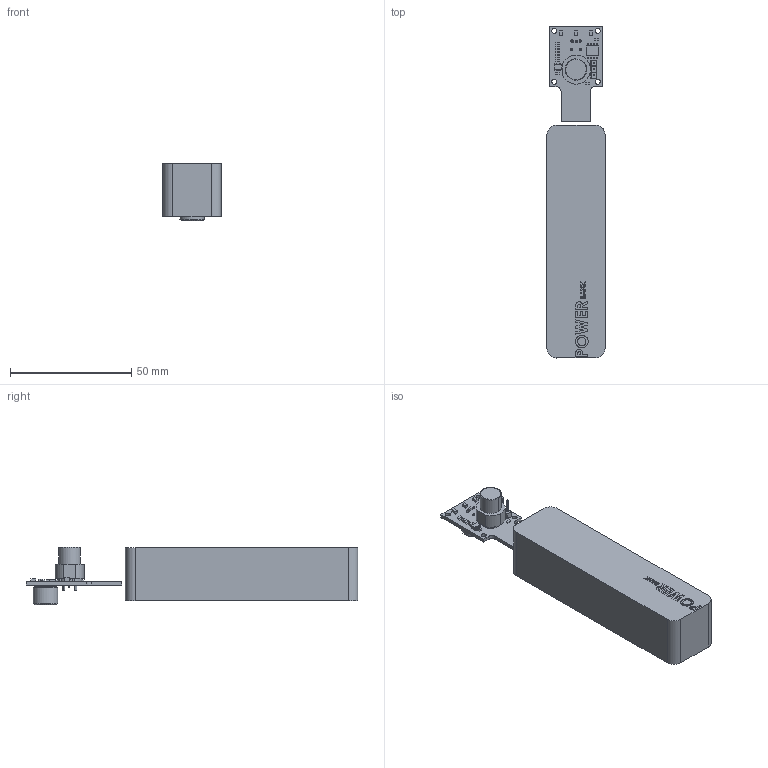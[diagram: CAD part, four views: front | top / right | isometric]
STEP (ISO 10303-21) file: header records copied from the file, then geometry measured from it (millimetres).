
FILE_DESCRIPTION(('Open CASCADE Model'),'2;1');
FILE_NAME('Open CASCADE Shape Model','2020-03-21T08:58:39',('Author'),( 'Open CASCADE'),'Open CASCADE STEP processor 6.8','Open CASCADE 6.8' ,'Unknown');
FILE_SCHEMA(('AUTOMOTIVE_DESIGN { 1 0 10303 214 1 1 1 1 }'));
Length unit declared in the file: millimetre
Products named in the file (50): PCB; Board; Open CASCADE STEP translator 6.8 2.1.1; U2; Enclosure_Design_v3_RGB8421504; MLX90614_DCC; C4; 5628777696; Extruded; SW1; User_Library-C_K_D6R10_gris; R6; 5628786096; R4; U3; 5628780896; 5628780656; 5628780336; 5628780096; 5628782496; 5628781136; R5; R3; R2; R1; LED1; 5628784016; LED2; LED3; CON1; 5628785936; 5628785456; 5628784976; C3; C2; C1; Free-Models; PowerBank
Assembly tree (82 placements, depth 4):
  PCB
    Board
      Open CASCADE STEP translator 6.8 2.1.1
    U2
      Enclosure_Design_v3_RGB8421504
        MLX90614_DCC
    C4
      5628777696
        Extruded
    SW1
      User_Library-C_K_D6R10_gris
    R6
      5628786096
        Extruded
    R4
      5628786096
        Extruded
    U3
      5628780896
        Extruded
      5628780656  x5
        Extruded
      5628780336  x5
        Extruded
      5628780096  x5
        Extruded
    U2
      5628782496  x8
        Extruded
      5628781136
        Extruded
    R5
      5628786096
        Extruded
    R3
      5628786096
        Extruded
    R2
      5628786096
        Extruded
    R1
      5628786096
        Extruded
    LED1
      5628784016
        Extruded
    LED2
      5628784016
        Extruded
    LED3
      5628784016
        Extruded
    CON1
      5628785936
        Extruded
      5628785456  x3
        Extruded
      5628784976  x3
        Extruded
    C3
Bounding box: 24 x 137 x 23.71 mm (x, y, z)
Volume: 52038.4 mm3; surface area: 13909 mm2
Topology: 54 solids, 54 shells, 512 faces, 1136 edges, 755 vertices
Faces by surface type: plane 430, cylinder 49, extrusion 28, cone 2, bspline 2, torus 1
Full cylindrical faces by diameter (mm): 0.45 x4, 1 x11, 1.5 x1, 2 x5, 8.72 x1, 10.2 x1
Entity records: 13014 total; most frequent: CARTESIAN_POINT 3045, DIRECTION 1559, ORIENTED_EDGE 1480, EDGE_CURVE 740, VECTOR 593, LINE 565, VERTEX_POINT 491, AXIS2_PLACEMENT_3D 483
